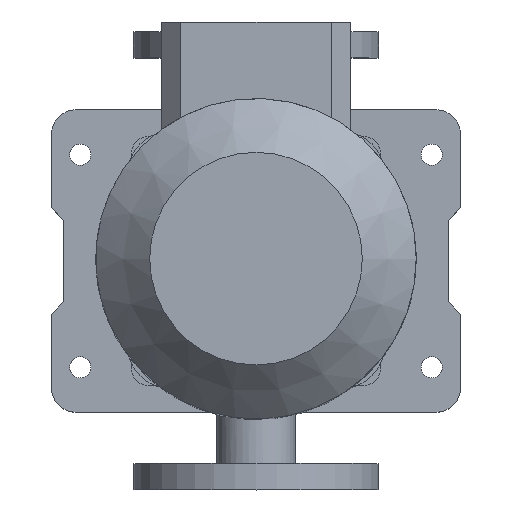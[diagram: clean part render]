
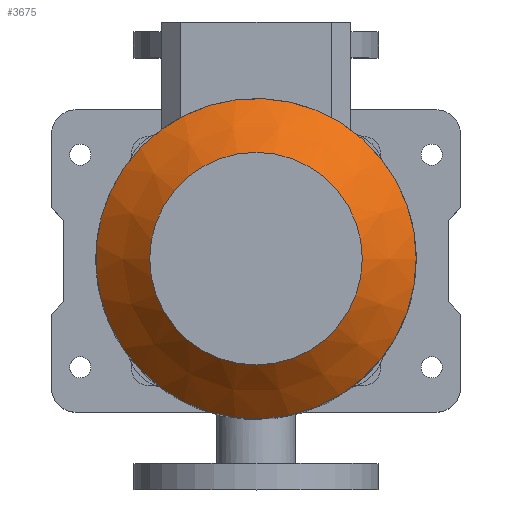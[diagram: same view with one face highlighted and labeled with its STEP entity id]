
A CAD part, top view. The second image highlights one B-rep face of the part: STEP entity #3675.
In plain terms, the highlighted conical face has half-angle 45 degrees and reference radius 65 mm.
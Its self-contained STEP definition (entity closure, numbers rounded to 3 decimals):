
#19=CONICAL_SURFACE('',#4186,65.,0.785);
#345=CIRCLE('',#4162,98.);
#353=CIRCLE('',#4180,65.);
#1209=ORIENTED_EDGE('',*,*,#1673,.F.);
#1210=ORIENTED_EDGE('',*,*,#1687,.F.);
#1673=EDGE_CURVE('',#2025,#2025,#345,.T.);
#1687=EDGE_CURVE('',#2038,#2038,#353,.F.);
#2025=VERTEX_POINT('',#6944);
#2038=VERTEX_POINT('',#6977);
#2979=EDGE_LOOP('',(#1209));
#2980=EDGE_LOOP('',(#1210));
#3316=FACE_BOUND('',#2979,.T.);
#3317=FACE_BOUND('',#2980,.T.);
#3675=ADVANCED_FACE('',(#3316,#3317),#19,.T.);
#4162=AXIS2_PLACEMENT_3D('',#6943,#5162,#5163);
#4180=AXIS2_PLACEMENT_3D('',#6976,#5200,#5201);
#4186=AXIS2_PLACEMENT_3D('',#7007,#5228,#5229);
#5162=DIRECTION('',(0.,0.,-1.));
#5163=DIRECTION('',(-1.,0.,0.));
#5200=DIRECTION('',(0.,0.,-1.));
#5201=DIRECTION('',(-1.,0.,0.));
#5228=DIRECTION('',(0.,0.,-1.));
#5229=DIRECTION('',(-1.,0.,0.));
#6943=CARTESIAN_POINT('',(0.,0.,273.));
#6944=CARTESIAN_POINT('',(-98.,0.,273.));
#6976=CARTESIAN_POINT('',(0.,0.,306.));
#6977=CARTESIAN_POINT('',(-65.,0.,306.));
#7007=CARTESIAN_POINT('',(0.,0.,306.));
